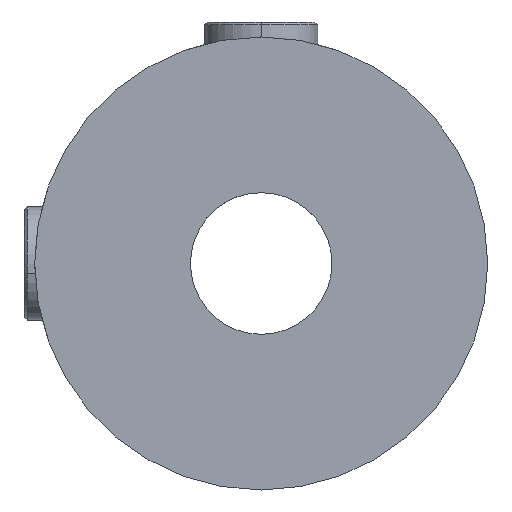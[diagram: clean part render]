
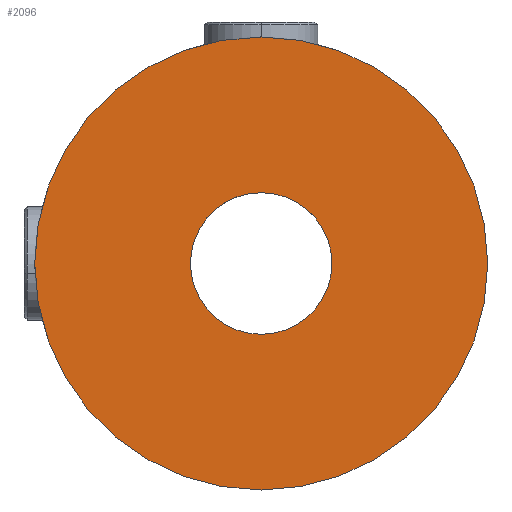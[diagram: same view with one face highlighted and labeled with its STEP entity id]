
A CAD part, left-side view. The second image highlights one B-rep face of the part: STEP entity #2096.
In plain terms, the highlighted planar face has unit normal (-1, 0, 0).
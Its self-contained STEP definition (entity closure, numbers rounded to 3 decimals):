
#88 = DIRECTION ( 'NONE',  ( 0., 0., 1. ) ) ;
#114 = EDGE_CURVE ( 'NONE', #670, #896, #819, .T. ) ;
#152 = DIRECTION ( 'NONE',  ( 0., 0., -1. ) ) ;
#221 = EDGE_LOOP ( 'NONE', ( #428, #430 ) ) ;
#279 = ORIENTED_EDGE ( 'NONE', *, *, #3860, .T. ) ;
#428 = ORIENTED_EDGE ( 'NONE', *, *, #114, .T. ) ;
#430 = ORIENTED_EDGE ( 'NONE', *, *, #1675, .T. ) ;
#471 = EDGE_CURVE ( 'NONE', #3836, #3907, #2426, .T. ) ;
#497 = DIRECTION ( 'NONE',  ( 0., 0., 1. ) ) ;
#524 = FACE_OUTER_BOUND ( 'NONE', #3014, .T. ) ;
#670 = VERTEX_POINT ( 'NONE', #3436 ) ;
#723 = CARTESIAN_POINT ( 'NONE',  ( -12.25, 0., 0. ) ) ;
#767 = AXIS2_PLACEMENT_3D ( 'NONE', #723, #783, #152 ) ;
#783 = DIRECTION ( 'NONE',  ( 1., 0., 0. ) ) ;
#819 = CIRCLE ( 'NONE', #2243, 2.5 ) ;
#896 = VERTEX_POINT ( 'NONE', #3510 ) ;
#1059 = DIRECTION ( 'NONE',  ( 0., 0., 1. ) ) ;
#1308 = DIRECTION ( 'NONE',  ( 1., 0., 0. ) ) ;
#1405 = DIRECTION ( 'NONE',  ( -1., 0., 0. ) ) ;
#1566 = CARTESIAN_POINT ( 'NONE',  ( -12.25, 0., 0. ) ) ;
#1675 = EDGE_CURVE ( 'NONE', #896, #670, #3743, .T. ) ;
#1726 = AXIS2_PLACEMENT_3D ( 'NONE', #3532, #3262, #1059 ) ;
#1784 = AXIS2_PLACEMENT_3D ( 'NONE', #1956, #2873, #88 ) ;
#1956 = CARTESIAN_POINT ( 'NONE',  ( -12.25, 0., 0. ) ) ;
#2034 = FACE_BOUND ( 'NONE', #221, .T. ) ;
#2058 = CIRCLE ( 'NONE', #2184, 8. ) ;
#2096 = ADVANCED_FACE ( 'NONE', ( #2034, #524 ), #3242, .T. ) ;
#2132 = DIRECTION ( 'NONE',  ( 0., 0., -1. ) ) ;
#2184 = AXIS2_PLACEMENT_3D ( 'NONE', #2394, #1405, #497 ) ;
#2243 = AXIS2_PLACEMENT_3D ( 'NONE', #1566, #1308, #2132 ) ;
#2394 = CARTESIAN_POINT ( 'NONE',  ( -12.25, 0., 0. ) ) ;
#2426 = CIRCLE ( 'NONE', #1784, 8. ) ;
#2462 = ORIENTED_EDGE ( 'NONE', *, *, #471, .T. ) ;
#2873 = DIRECTION ( 'NONE',  ( -1., 0., 0. ) ) ;
#2995 = CARTESIAN_POINT ( 'NONE',  ( -12.25, 0., -8. ) ) ;
#3014 = EDGE_LOOP ( 'NONE', ( #2462, #279 ) ) ;
#3242 = PLANE ( 'NONE',  #1726 ) ;
#3262 = DIRECTION ( 'NONE',  ( -1., 0., 0. ) ) ;
#3429 = CARTESIAN_POINT ( 'NONE',  ( -12.25, 0., 8. ) ) ;
#3436 = CARTESIAN_POINT ( 'NONE',  ( -12.25, 0., -2.5 ) ) ;
#3510 = CARTESIAN_POINT ( 'NONE',  ( -12.25, 0., 2.5 ) ) ;
#3532 = CARTESIAN_POINT ( 'NONE',  ( -12.25, 0., 0. ) ) ;
#3743 = CIRCLE ( 'NONE', #767, 2.5 ) ;
#3836 = VERTEX_POINT ( 'NONE', #2995 ) ;
#3860 = EDGE_CURVE ( 'NONE', #3907, #3836, #2058, .T. ) ;
#3907 = VERTEX_POINT ( 'NONE', #3429 ) ;
